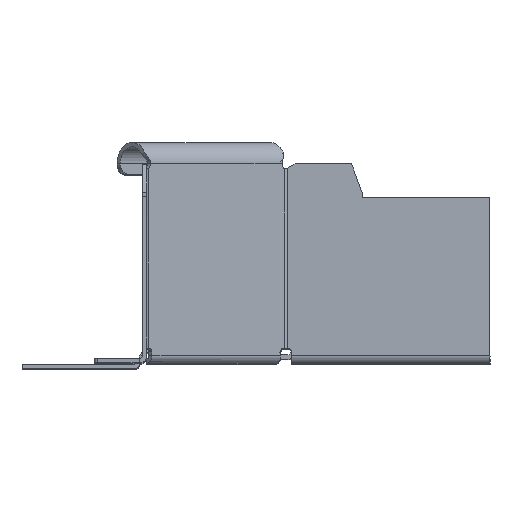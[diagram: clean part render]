
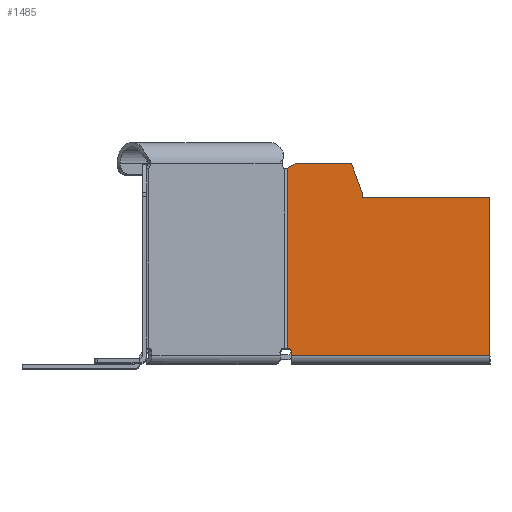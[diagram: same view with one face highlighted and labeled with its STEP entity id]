
A CAD part, top view. The second image highlights one B-rep face of the part: STEP entity #1485.
In plain terms, the highlighted face is planar.
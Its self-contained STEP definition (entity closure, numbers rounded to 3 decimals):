
#123=DIRECTION('',(0.,1.,0.));
#124=VECTOR('',#123,45.25);
#125=CARTESIAN_POINT('',(-56.189,2.25,69.189));
#126=LINE('',#125,#124);
#140=DIRECTION('',(0.707,0.,-0.707));
#141=VECTOR('',#140,56.602);
#142=CARTESIAN_POINT('',(-56.189,2.25,69.189));
#143=LINE('',#142,#141);
#144=CARTESIAN_POINT('',(-15.456,3.25,28.456));
#145=DIRECTION('',(0.707,0.,0.707));
#146=DIRECTION('',(0.,1.,0.));
#147=AXIS2_PLACEMENT_3D('',#144,#145,#146);
#149=DIRECTION('',(-0.707,0.,0.707));
#150=VECTOR('',#149,0.231);
#151=CARTESIAN_POINT('',(-15.293,4.25,28.293));
#152=LINE('',#151,#150);
#153=DIRECTION('',(0.612,-0.5,-0.612));
#154=VECTOR('',#153,2.58);
#155=CARTESIAN_POINT('',(-16.871,57.,29.871));
#156=LINE('',#155,#154);
#157=CARTESIAN_POINT('',(-28.011,56.5,41.011));
#158=DIRECTION('',(-0.707,0.,-0.707));
#159=DIRECTION('',(-0.664,0.342,0.664));
#160=AXIS2_PLACEMENT_3D('',#157,#158,#159);
#162=DIRECTION('',(0.242,0.94,-0.242));
#163=VECTOR('',#162,8.421);
#164=CARTESIAN_POINT('',(-30.38,48.758,43.38));
#165=LINE('',#164,#163);
#174=DIRECTION('',(0.707,0.,-0.707));
#175=VECTOR('',#174,36.5);
#176=CARTESIAN_POINT('',(-56.189,47.5,69.189));
#177=LINE('',#176,#175);
#182=DIRECTION('',(0.,-1.,0.));
#183=VECTOR('',#182,1.258);
#184=CARTESIAN_POINT('',(-30.38,48.758,43.38));
#185=LINE('',#184,#183);
#198=DIRECTION('',(-0.707,0.,0.707));
#199=VECTOR('',#198,15.754);
#200=CARTESIAN_POINT('',(-16.871,57.,29.871));
#201=LINE('',#200,#199);
#210=DIRECTION('',(0.002,1.,-0.002));
#211=VECTOR('',#210,1.);
#212=CARTESIAN_POINT('',(-16.165,2.25,29.165));
#213=LINE('',#212,#211);
#321=DIRECTION('',(0.,1.,0.));
#322=VECTOR('',#321,51.459);
#323=CARTESIAN_POINT('',(-15.293,4.25,28.293));
#324=LINE('',#323,#322);
#911=CARTESIAN_POINT('',(-56.189,2.25,69.189));
#912=VERTEX_POINT('',#911);
#945=CARTESIAN_POINT('',(-15.291,55.709,28.291));
#947=VERTEX_POINT('',#945);
#955=CARTESIAN_POINT('',(-15.293,4.25,28.293));
#956=VERTEX_POINT('',#955);
#960=CARTESIAN_POINT('',(-16.163,3.25,29.163));
#962=VERTEX_POINT('',#960);
#976=CARTESIAN_POINT('',(-15.456,4.25,28.456));
#978=VERTEX_POINT('',#976);
#1026=CARTESIAN_POINT('',(-28.343,56.671,41.343));
#1027=CARTESIAN_POINT('',(-28.011,57.,41.011));
#1028=VERTEX_POINT('',#1026);
#1029=VERTEX_POINT('',#1027);
#1035=CARTESIAN_POINT('',(-16.871,57.,29.871));
#1037=VERTEX_POINT('',#1035);
#1060=CARTESIAN_POINT('',(-30.38,48.758,43.38));
#1061=VERTEX_POINT('',#1060);
#1062=CARTESIAN_POINT('',(-16.165,2.25,29.165));
#1063=VERTEX_POINT('',#1062);
#1084=CARTESIAN_POINT('',(-56.189,47.5,69.189));
#1086=VERTEX_POINT('',#1084);
#1088=CARTESIAN_POINT('',(-30.38,47.5,43.38));
#1090=VERTEX_POINT('',#1088);
#1457=CARTESIAN_POINT('',(-56.189,2.25,69.189));
#1458=DIRECTION('',(-0.707,0.,-0.707));
#1459=DIRECTION('',(-0.707,0.,0.707));
#1460=AXIS2_PLACEMENT_3D('',#1457,#1458,#1459);
#1461=PLANE('',#1460);
#1463=ORIENTED_EDGE('',*,*,#1462,.F.);
#1464=ORIENTED_EDGE('',*,*,#1430,.F.);
#1465=ORIENTED_EDGE('',*,*,#1447,.T.);
#1467=ORIENTED_EDGE('',*,*,#1466,.T.);
#1469=ORIENTED_EDGE('',*,*,#1468,.F.);
#1471=ORIENTED_EDGE('',*,*,#1470,.F.);
#1473=ORIENTED_EDGE('',*,*,#1472,.T.);
#1474=ORIENTED_EDGE('',*,*,#1387,.F.);
#1476=ORIENTED_EDGE('',*,*,#1475,.T.);
#1478=ORIENTED_EDGE('',*,*,#1477,.F.);
#1480=ORIENTED_EDGE('',*,*,#1479,.F.);
#1482=ORIENTED_EDGE('',*,*,#1481,.T.);
#1483=EDGE_LOOP('',(#1463,#1464,#1465,#1467,#1469,#1471,#1473,#1474,#1476,#1478,
#1480,#1482));
#1484=FACE_OUTER_BOUND('',#1483,.F.);
#1485=ADVANCED_FACE('',(#1484),#1461,.T.);
#148=CIRCLE('',#147,1.);
#161=CIRCLE('',#160,0.5);
#1387=EDGE_CURVE('',#1037,#947,#156,.T.);
#1430=EDGE_CURVE('',#912,#1086,#126,.T.);
#1447=EDGE_CURVE('',#912,#1063,#143,.T.);
#1462=EDGE_CURVE('',#1086,#1090,#177,.T.);
#1466=EDGE_CURVE('',#1063,#962,#213,.T.);
#1468=EDGE_CURVE('',#978,#962,#148,.T.);
#1470=EDGE_CURVE('',#956,#978,#152,.T.);
#1472=EDGE_CURVE('',#956,#947,#324,.T.);
#1475=EDGE_CURVE('',#1037,#1029,#201,.T.);
#1477=EDGE_CURVE('',#1028,#1029,#161,.T.);
#1479=EDGE_CURVE('',#1061,#1028,#165,.T.);
#1481=EDGE_CURVE('',#1061,#1090,#185,.T.);
